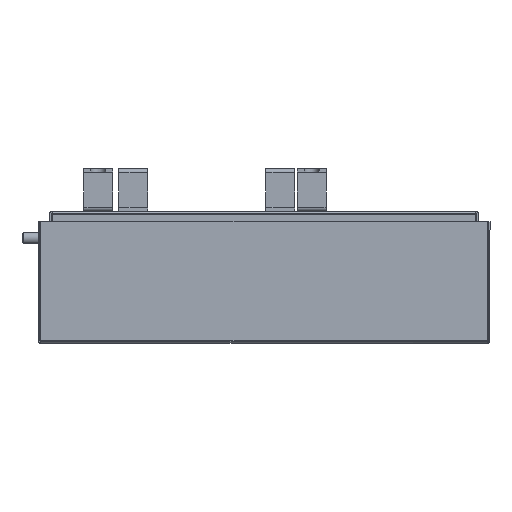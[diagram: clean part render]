
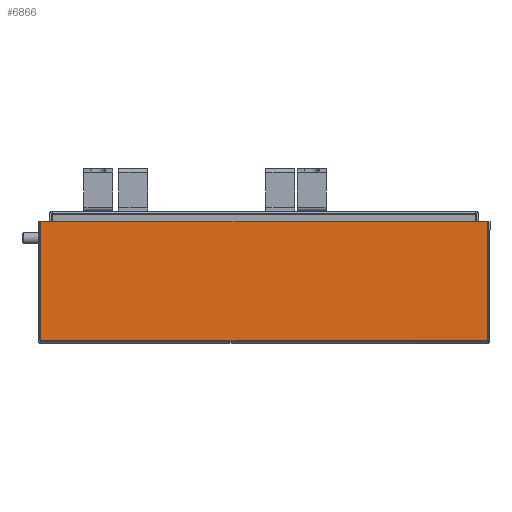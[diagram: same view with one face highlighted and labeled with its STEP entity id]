
A CAD part, front view. The second image highlights one B-rep face of the part: STEP entity #6866.
In plain terms, the highlighted planar face has unit normal (0, -1, 0).
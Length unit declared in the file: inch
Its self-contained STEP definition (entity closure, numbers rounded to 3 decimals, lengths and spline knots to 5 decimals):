
#934 = ORIENTED_EDGE ( 'NONE', *, *, #4136, .F. ) ;
#1892 = VECTOR ( 'NONE', #3302, 39.37008 ) ;
#2064 = LINE ( 'NONE', #3011, #10243 ) ;
#2504 = CARTESIAN_POINT ( 'NONE',  ( 1.97336, -16.50714, 2.8405 ) ) ;
#2976 = EDGE_CURVE ( 'NONE', #10053, #7038, #4065, .T. ) ;
#2989 = ORIENTED_EDGE ( 'NONE', *, *, #2976, .F. ) ;
#3011 = CARTESIAN_POINT ( 'NONE',  ( 1.97336, -16.50714, -1.2053 ) ) ;
#3151 = CARTESIAN_POINT ( 'NONE',  ( 1.97336, -16.50714, 2.8405 ) ) ;
#3302 = DIRECTION ( 'NONE',  ( 1., 0., 0. ) ) ;
#3344 = CARTESIAN_POINT ( 'NONE',  ( -13.20718, -16.50714, -1.2053 ) ) ;
#3485 = CARTESIAN_POINT ( 'NONE',  ( -13.29408, -16.50714, 2.8405 ) ) ;
#3634 = ORIENTED_EDGE ( 'NONE', *, *, #4233, .F. ) ;
#3837 = DIRECTION ( 'NONE',  ( -1., 0., 0. ) ) ;
#3842 = DIRECTION ( 'NONE',  ( 0., 1., 0. ) ) ;
#4065 = LINE ( 'NONE', #3485, #1892 ) ;
#4136 = EDGE_CURVE ( 'NONE', #8603, #7745, #2064, .T. ) ;
#4233 = EDGE_CURVE ( 'NONE', #7038, #8603, #9631, .T. ) ;
#4325 = LINE ( 'NONE', #9389, #8523 ) ;
#4329 = CARTESIAN_POINT ( 'NONE',  ( 1.97336, -16.50714, -1.2053 ) ) ;
#4625 = PLANE ( 'NONE',  #7898 ) ;
#4699 = DIRECTION ( 'NONE',  ( 0., 0., 1. ) ) ;
#5235 = VECTOR ( 'NONE', #5598, 39.37008 ) ;
#5397 = ORIENTED_EDGE ( 'NONE', *, *, #5770, .F. ) ;
#5598 = DIRECTION ( 'NONE',  ( 0., 0., -1. ) ) ;
#5770 = EDGE_CURVE ( 'NONE', #7745, #10053, #4325, .T. ) ;
#6866 = ADVANCED_FACE ( 'NONE', ( #8694 ), #4625, .F. ) ;
#7038 = VERTEX_POINT ( 'NONE', #2504 ) ;
#7745 = VERTEX_POINT ( 'NONE', #3344 ) ;
#7898 = AXIS2_PLACEMENT_3D ( 'NONE', #8562, #3842, #9350 ) ;
#8523 = VECTOR ( 'NONE', #4699, 39.37008 ) ;
#8562 = CARTESIAN_POINT ( 'NONE',  ( -13.29408, -16.50714, 2.8405 ) ) ;
#8603 = VERTEX_POINT ( 'NONE', #4329 ) ;
#8668 = CARTESIAN_POINT ( 'NONE',  ( -13.20718, -16.50714, 2.8405 ) ) ;
#8694 = FACE_OUTER_BOUND ( 'NONE', #9097, .T. ) ;
#9097 = EDGE_LOOP ( 'NONE', ( #3634, #2989, #5397, #934 ) ) ;
#9350 = DIRECTION ( 'NONE',  ( 0., 0., -1. ) ) ;
#9389 = CARTESIAN_POINT ( 'NONE',  ( -13.20718, -16.50714, 2.8405 ) ) ;
#9631 = LINE ( 'NONE', #3151, #5235 ) ;
#10053 = VERTEX_POINT ( 'NONE', #8668 ) ;
#10243 = VECTOR ( 'NONE', #3837, 39.37008 ) ;
